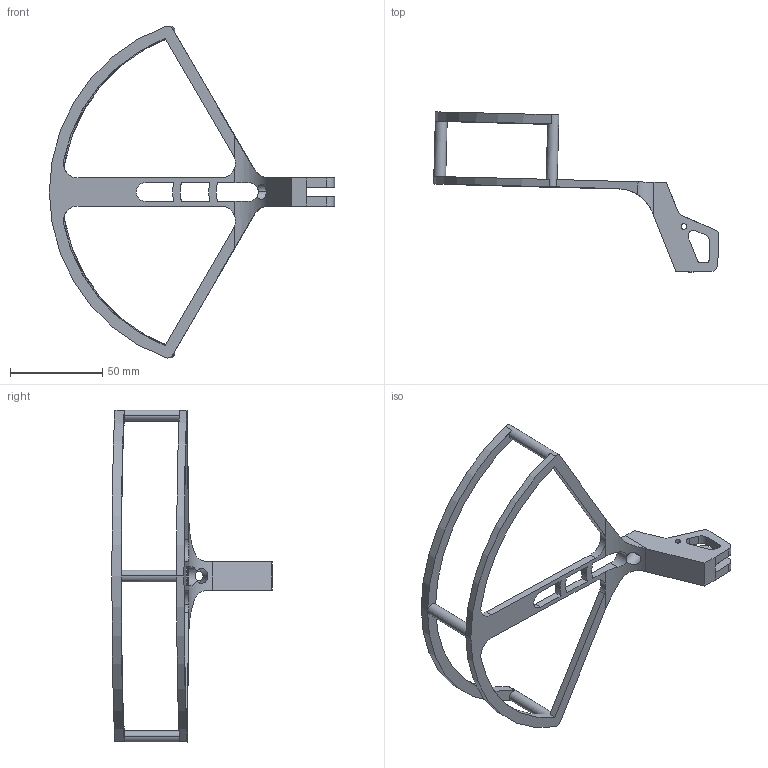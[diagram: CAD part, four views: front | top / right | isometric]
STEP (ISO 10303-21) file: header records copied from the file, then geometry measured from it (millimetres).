
FILE_DESCRIPTION (( 'STEP AP214' ), '1' );
FILE_NAME ('propeller_guard.STEP', '2025-11-25T14:53:58', ( '' ), ( '' ), 'SwSTEP 2.0', 'SolidWorks 2022', '' );
FILE_SCHEMA (( 'AUTOMOTIVE_DESIGN' ));
Length unit declared in the file: millimetre
Products named in the file (1): propeller_guard
Bounding box: 154.39 x 86.65 x 179.68 mm (x, y, z)
Volume: 35340.9 mm3; surface area: 24210.8 mm2
Topology: 1 solids, 1 shells, 99 faces, 307 edges, 202 vertices
Faces by surface type: cylinder 56, plane 43
Entity records: 3668 total; most frequent: CARTESIAN_POINT 768, DIRECTION 616, ORIENTED_EDGE 614, EDGE_CURVE 307, AXIS2_PLACEMENT_3D 224, VERTEX_POINT 202, LINE 168, VECTOR 168
